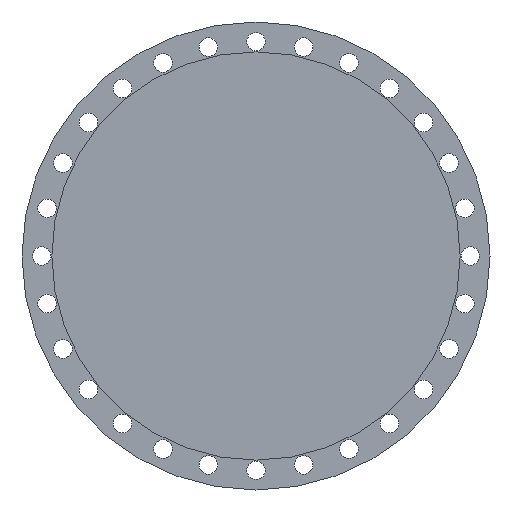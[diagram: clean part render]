
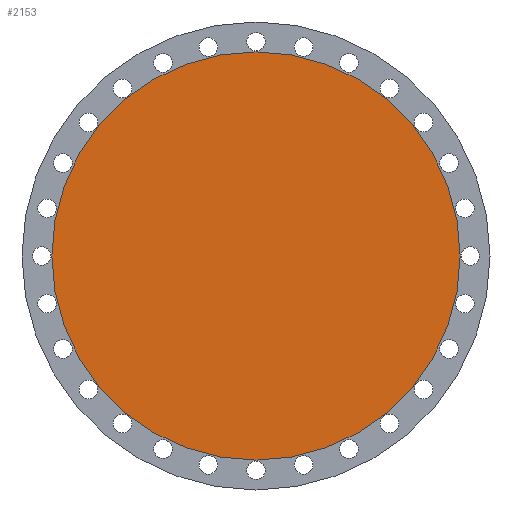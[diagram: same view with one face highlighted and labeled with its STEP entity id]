
A CAD part, left-side view. The second image highlights one B-rep face of the part: STEP entity #2153.
In plain terms, the highlighted planar face has unit normal (-1, 0, 0).
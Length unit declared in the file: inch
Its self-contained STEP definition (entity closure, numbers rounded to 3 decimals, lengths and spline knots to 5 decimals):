
#37 = DIRECTION ( 'NONE',  ( -1., 0., 0. ) ) ;
#76 = AXIS2_PLACEMENT_3D ( 'NONE', #825, #296, #2060 ) ;
#89 = EDGE_CURVE ( 'NONE', #544, #954, #828, .T. ) ;
#296 = DIRECTION ( 'NONE',  ( -1., 0., 0. ) ) ;
#544 = VERTEX_POINT ( 'NONE', #1233 ) ;
#630 = CARTESIAN_POINT ( 'NONE',  ( 0., 0., 20.71875 ) ) ;
#793 = CARTESIAN_POINT ( 'NONE',  ( 0., 0., 0. ) ) ;
#825 = CARTESIAN_POINT ( 'NONE',  ( 0., 0., 0. ) ) ;
#828 = CIRCLE ( 'NONE', #1625, 20.71875 ) ;
#940 = EDGE_CURVE ( 'NONE', #954, #544, #1218, .T. ) ;
#951 = DIRECTION ( 'NONE',  ( -1., 0., 0. ) ) ;
#954 = VERTEX_POINT ( 'NONE', #630 ) ;
#962 = FACE_OUTER_BOUND ( 'NONE', #2131, .T. ) ;
#1218 = CIRCLE ( 'NONE', #76, 20.71875 ) ;
#1233 = CARTESIAN_POINT ( 'NONE',  ( 0., 0., -20.71875 ) ) ;
#1274 = ORIENTED_EDGE ( 'NONE', *, *, #89, .T. ) ;
#1316 = DIRECTION ( 'NONE',  ( 0., 0., 1. ) ) ;
#1414 = AXIS2_PLACEMENT_3D ( 'NONE', #793, #951, #1316 ) ;
#1521 = DIRECTION ( 'NONE',  ( 0., 0., 1. ) ) ;
#1625 = AXIS2_PLACEMENT_3D ( 'NONE', #1869, #37, #1521 ) ;
#1869 = CARTESIAN_POINT ( 'NONE',  ( 0., 0., 0. ) ) ;
#1870 = PLANE ( 'NONE',  #1414 ) ;
#2032 = ORIENTED_EDGE ( 'NONE', *, *, #940, .T. ) ;
#2060 = DIRECTION ( 'NONE',  ( 0., 0., 1. ) ) ;
#2131 = EDGE_LOOP ( 'NONE', ( #2032, #1274 ) ) ;
#2153 = ADVANCED_FACE ( 'NONE', ( #962 ), #1870, .T. ) ;
